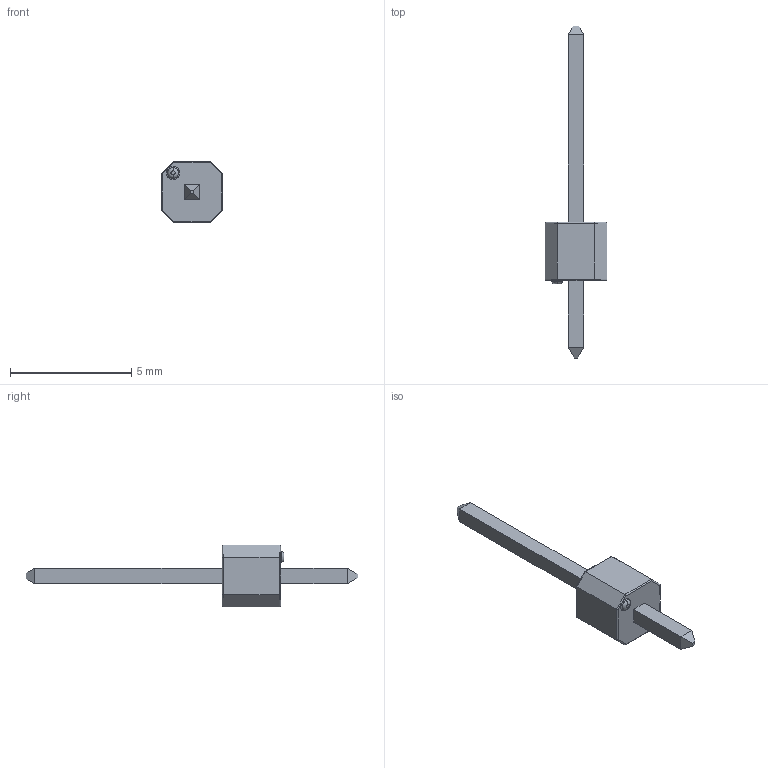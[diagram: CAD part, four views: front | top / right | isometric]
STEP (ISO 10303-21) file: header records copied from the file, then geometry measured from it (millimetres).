
FILE_DESCRIPTION (( 'STEP AP214' ), '1' );
FILE_NAME ('PEC01SFAN.STEP', '2018-01-30T18:46:25', ( '' ), ( '' ), 'SwSTEP 2.0', 'SolidWorks 2014', '' );
FILE_SCHEMA (( 'AUTOMOTIVE_DESIGN' ));
Length unit declared in the file: millimetre
Products named in the file (2): FORMAT WITH TABS; PEC01SFAN
Assembly tree (1 placements, depth 2):
  PEC01SFAN
    FORMAT WITH TABS
Bounding box: 2.54 x 13.67 x 2.54 mm (x, y, z)
Volume: 18.7 mm3; surface area: 62.4 mm2
Topology: 3 solids, 3 shells, 51 faces, 106 edges, 62 vertices
Faces by surface type: plane 31, cylinder 16, torus 4
Entity records: 1386 total; most frequent: CARTESIAN_POINT 271, ORIENTED_EDGE 212, DIRECTION 210, EDGE_CURVE 106, VECTOR 80, LINE 80, AXIS2_PLACEMENT_3D 65, VERTEX_POINT 62
